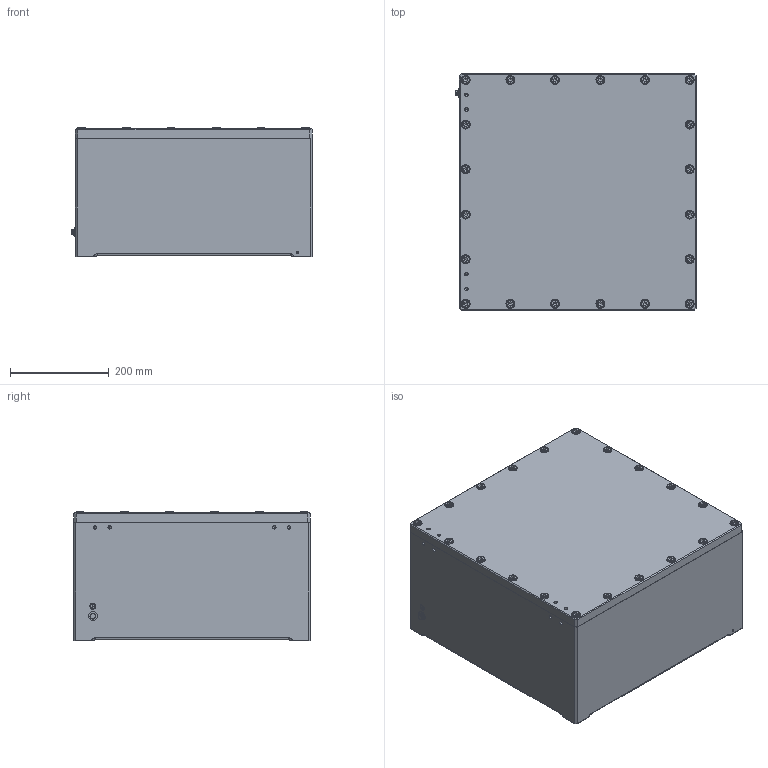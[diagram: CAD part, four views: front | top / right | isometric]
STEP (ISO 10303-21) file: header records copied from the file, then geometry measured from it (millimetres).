
FILE_DESCRIPTION (( 'STEP AP203' ), '1' );
FILE_NAME ('8264-_334-3__0.STEP', '2015-04-08T14:23:40', ( '' ), ( '' ), 'SwSTEP 2.0', 'SolidWorks 2015', '' );
FILE_SCHEMA (( 'CONFIG_CONTROL_DESIGN' ));
Length unit declared in the file: millimetre
Products named in the file (14): 506_886_0; 506_548_0; 82_640_65_01_0-2366139; 82_649_63_04_6_82_649_63_04_3; 82_649_03_55_0_NEC; 8264-_334-3__0; 82_648_02_67_0; 82_649_60_05_3; 502_606_0_Standard M10 x 30; 502_078_0; 502_812_0; 520_086_0; 82_640_16_03_3; 506_228_0
Assembly tree (38 placements, depth 3):
  8264-_334-3__0
    82_640_16_03_3
      82_649_63_04_6_82_649_63_04_3
      82_649_60_05_3
    82_649_03_55_0_NEC
    506_228_0  x4
    502_078_0  x4
    82_640_65_01_0-2366139
    502_606_0_Standard M10 x 30  x20
    82_648_02_67_0
      502_812_0
      506_548_0
      506_886_0
      520_086_0
Bounding box: 486.9 x 480 x 263 mm (x, y, z)
Volume: 18284818 mm3; surface area: 2339767 mm2
Topology: 36 solids, 36 shells, 2235 faces, 5223 edges, 3032 vertices
Faces by surface type: cylinder 795, plane 688, bspline 296, torus 204, cone 192, sphere 60
Entity records: 61655 total; most frequent: CARTESIAN_POINT 25308, ORIENTED_EDGE 7430, DIRECTION 6965, EDGE_CURVE 3715, AXIS2_PLACEMENT_3D 2714, VERTEX_POINT 2213, EDGE_LOOP 1728, ADVANCED_FACE 1599
